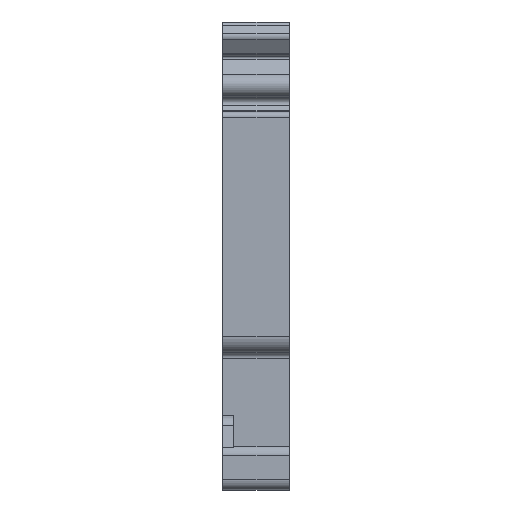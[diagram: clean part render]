
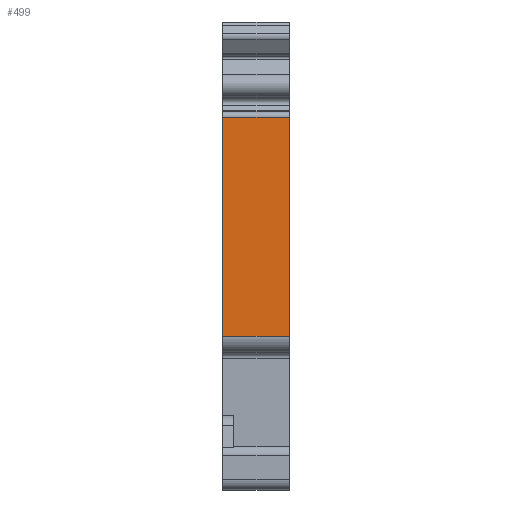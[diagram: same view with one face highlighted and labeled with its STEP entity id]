
A CAD part, left-side view. The second image highlights one B-rep face of the part: STEP entity #499.
In plain terms, the highlighted planar face has unit normal (-1, 0, 0).
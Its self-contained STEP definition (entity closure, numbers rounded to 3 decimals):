
#499 = ADVANCED_FACE( '', ( #1064 ), #1065, .T. );
#1064 = FACE_OUTER_BOUND( '', #1690, .T. );
#1065 = PLANE( '', #1691 );
#1690 = EDGE_LOOP( '', ( #3266, #3267, #3268, #3269 ) );
#1691 = AXIS2_PLACEMENT_3D( '', #3270, #3271, #3272 );
#3266 = ORIENTED_EDGE( '', *, *, #4501, .F. );
#3267 = ORIENTED_EDGE( '', *, *, #4416, .F. );
#3268 = ORIENTED_EDGE( '', *, *, #4359, .T. );
#3269 = ORIENTED_EDGE( '', *, *, #3984, .T. );
#3270 = CARTESIAN_POINT( '', ( -52.5, 6., -1.097 ) );
#3271 = DIRECTION( '', ( -1., 0., 0. ) );
#3272 = DIRECTION( '', ( 0., 0., 1. ) );
#3984 = EDGE_CURVE( '', #4858, #4855, #4859, .T. );
#4359 = EDGE_CURVE( '', #5466, #4858, #5467, .T. );
#4416 = EDGE_CURVE( '', #5466, #5538, #5540, .T. );
#4501 = EDGE_CURVE( '', #5538, #4855, #5647, .T. );
#4855 = VERTEX_POINT( '', #6088 );
#4858 = VERTEX_POINT( '', #6091 );
#4859 = LINE( '', #6092, #6093 );
#5466 = VERTEX_POINT( '', #6927 );
#5467 = LINE( '', #6928, #6929 );
#5538 = VERTEX_POINT( '', #7026 );
#5540 = LINE( '', #7028, #7029 );
#5647 = LINE( '', #7172, #7173 );
#6088 = CARTESIAN_POINT( '', ( -52.5, 0., -7.207 ) );
#6091 = CARTESIAN_POINT( '', ( -52.5, 6., -7.207 ) );
#6092 = CARTESIAN_POINT( '', ( -52.5, 6., -7.207 ) );
#6093 = VECTOR( '', #7543, 1000. );
#6927 = CARTESIAN_POINT( '', ( -52.5, 6., 12.455 ) );
#6928 = CARTESIAN_POINT( '', ( -52.5, 6., 12.455 ) );
#6929 = VECTOR( '', #7996, 1000. );
#7026 = CARTESIAN_POINT( '', ( -52.5, 0., 12.455 ) );
#7028 = CARTESIAN_POINT( '', ( -52.5, 6., 12.455 ) );
#7029 = VECTOR( '', #8077, 1000. );
#7172 = CARTESIAN_POINT( '', ( -52.5, 0., -1.097 ) );
#7173 = VECTOR( '', #8186, 1000. );
#7543 = DIRECTION( '', ( 0., -1., 0. ) );
#7996 = DIRECTION( '', ( 0., 0., -1. ) );
#8077 = DIRECTION( '', ( 0., -1., 0. ) );
#8186 = DIRECTION( '', ( 0., 0., -1. ) );
